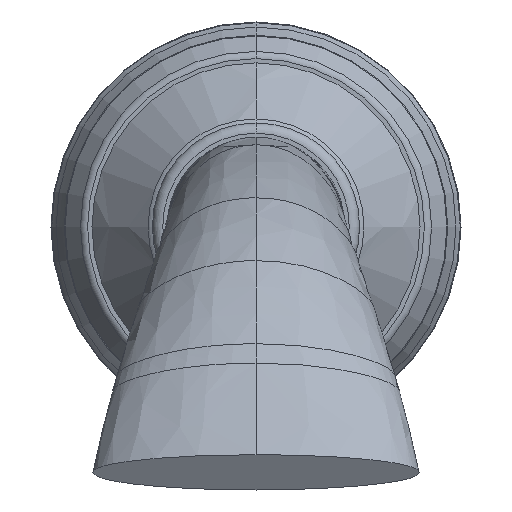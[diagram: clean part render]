
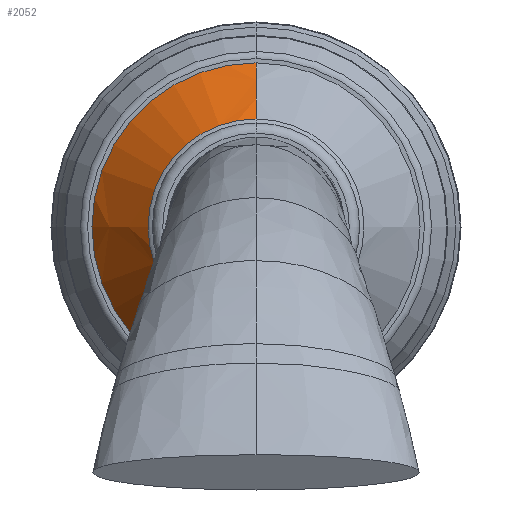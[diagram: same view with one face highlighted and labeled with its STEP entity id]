
A CAD part, top view. The second image highlights one B-rep face of the part: STEP entity #2052.
In plain terms, the highlighted free-form (B-spline) face has degree [3, 3] with [7, 4] control points.
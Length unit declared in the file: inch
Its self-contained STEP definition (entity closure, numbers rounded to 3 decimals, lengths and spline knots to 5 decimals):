
#426=CARTESIAN_POINT('',(0.,0.,0.89887));
#427=DIRECTION('',(0.,0.,1.));
#428=DIRECTION('',(0.,1.,0.));
#429=AXIS2_PLACEMENT_3D('',#426,#427,#428);
#434=CARTESIAN_POINT('',(0.,1.293,-1.31731));
#435=DIRECTION('',(-1.,0.,0.));
#436=DIRECTION('',(0.,-0.8,0.599));
#437=AXIS2_PLACEMENT_3D('',#434,#435,#436);
#442=CARTESIAN_POINT('',(0.,0.,0.481));
#443=DIRECTION('',(0.,0.,1.));
#444=DIRECTION('',(0.,1.,0.));
#445=AXIS2_PLACEMENT_3D('',#442,#443,#444);
#450=CARTESIAN_POINT('',(0.,-1.293,-1.31731));
#451=DIRECTION('',(1.,0.,0.));
#452=DIRECTION('',(0.,0.8,0.599));
#453=AXIS2_PLACEMENT_3D('',#450,#451,#452);
#1644=CARTESIAN_POINT('',(0.,1.10827,0.481));
#1645=CARTESIAN_POINT('',(0.,-1.10827,0.481));
#1646=VERTEX_POINT('',#1644);
#1647=VERTEX_POINT('',#1645);
#1676=CARTESIAN_POINT('',(0.,0.72901,0.89887));
#1677=CARTESIAN_POINT('',(0.,-0.72901,0.89887));
#1678=VERTEX_POINT('',#1676);
#1679=VERTEX_POINT('',#1677);
#2014=CARTESIAN_POINT('',(0.04525,-0.71923,
0.90648));
#2015=CARTESIAN_POINT('',(0.05438,-0.8644,
0.77476));
#2016=CARTESIAN_POINT('',(0.06266,-0.99602,
0.62945));
#2017=CARTESIAN_POINT('',(0.07001,-1.11283,
0.47194));
#2018=CARTESIAN_POINT('',(-0.39736,-0.74707,
0.90648));
#2019=CARTESIAN_POINT('',(-0.47757,-0.89787,
0.77476));
#2020=CARTESIAN_POINT('',(-0.55028,-1.03458,
0.62945));
#2021=CARTESIAN_POINT('',(-0.61482,-1.15591,
0.47194));
#2022=CARTESIAN_POINT('',(-0.72065,-0.44349,
0.90648));
#2023=CARTESIAN_POINT('',(-0.86611,-0.533,
0.77476));
#2024=CARTESIAN_POINT('',(-0.99799,-0.61416,
0.62945));
#2025=CARTESIAN_POINT('',(-1.11503,-0.68619,
0.47194));
#2026=CARTESIAN_POINT('',(-0.72065,0.,0.90648));
#2027=CARTESIAN_POINT('',(-0.86611,0.,0.77476));
#2028=CARTESIAN_POINT('',(-0.99799,0.,0.62945));
#2029=CARTESIAN_POINT('',(-1.11503,0.,0.47194));
#2030=CARTESIAN_POINT('',(-0.72065,0.44349,
0.90648));
#2031=CARTESIAN_POINT('',(-0.86611,0.533,
0.77476));
#2032=CARTESIAN_POINT('',(-0.99799,0.61416,
0.62945));
#2033=CARTESIAN_POINT('',(-1.11503,0.68619,
0.47194));
#2034=CARTESIAN_POINT('',(-0.39736,0.74707,
0.90648));
#2035=CARTESIAN_POINT('',(-0.47757,0.89787,
0.77476));
#2036=CARTESIAN_POINT('',(-0.55028,1.03458,
0.62945));
#2037=CARTESIAN_POINT('',(-0.61482,1.15591,
0.47194));
#2038=CARTESIAN_POINT('',(0.04525,0.71923,
0.90648));
#2039=CARTESIAN_POINT('',(0.05438,0.8644,
0.77476));
#2040=CARTESIAN_POINT('',(0.06266,0.99602,
0.62945));
#2041=CARTESIAN_POINT('',(0.07001,1.11283,
0.47194));
#2042=(BOUNDED_SURFACE()B_SPLINE_SURFACE(3,3,((#2014,#2015,#2016,#2017),(#2018,
#2019,#2020,#2021),(#2022,#2023,#2024,#2025),(#2026,#2027,#2028,#2029),(#2030,
#2031,#2032,#2033),(#2034,#2035,#2036,#2037),(#2038,#2039,#2040,#2041)),
.UNSPECIFIED.,.F.,.F.,.F.)B_SPLINE_SURFACE_WITH_KNOTS((4,3,4),(4,4),(0.,1.,
2.),(0.,1.),.UNSPECIFIED.)GEOMETRIC_REPRESENTATION_ITEM()RATIONAL_B_SPLINE_SURFACE(((1.19,1.186,1.186,1.19),(
0.94,0.937,0.937,0.94),(
0.94,0.937,0.937,0.94),(
1.19,1.186,1.186,1.19),(
0.94,0.937,0.937,0.94),(
0.94,0.937,0.937,0.94),(
1.19,1.186,1.186,1.19)))REPRESENTATION_ITEM('')SURFACE());
#2044=ORIENTED_EDGE('',*,*,#2043,.T.);
#2046=ORIENTED_EDGE('',*,*,#2045,.F.);
#2047=ORIENTED_EDGE('',*,*,#2007,.F.);
#2049=ORIENTED_EDGE('',*,*,#2048,.T.);
#2050=EDGE_LOOP('',(#2044,#2046,#2047,#2049));
#2051=FACE_OUTER_BOUND('',#2050,.F.);
#430=CIRCLE('',#429,0.72901);
#438=CIRCLE('',#437,3.);
#446=CIRCLE('',#445,1.10827);
#454=CIRCLE('',#453,3.);
#2007=EDGE_CURVE('',#1646,#1647,#446,.T.);
#2043=EDGE_CURVE('',#1678,#1679,#430,.T.);
#2045=EDGE_CURVE('',#1647,#1679,#438,.T.);
#2048=EDGE_CURVE('',#1646,#1678,#454,.T.);
#2052=ADVANCED_FACE('',(#2051),#2042,.T.);
